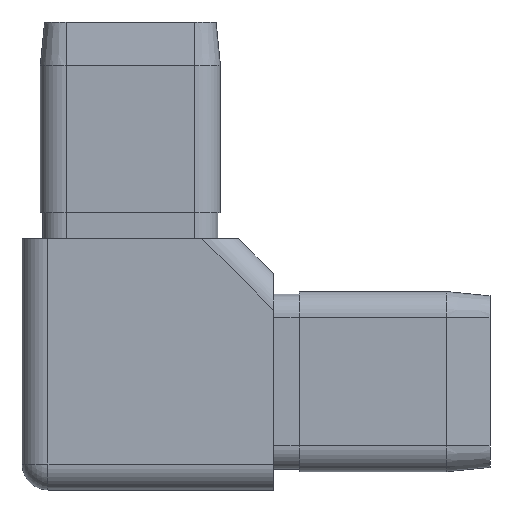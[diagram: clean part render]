
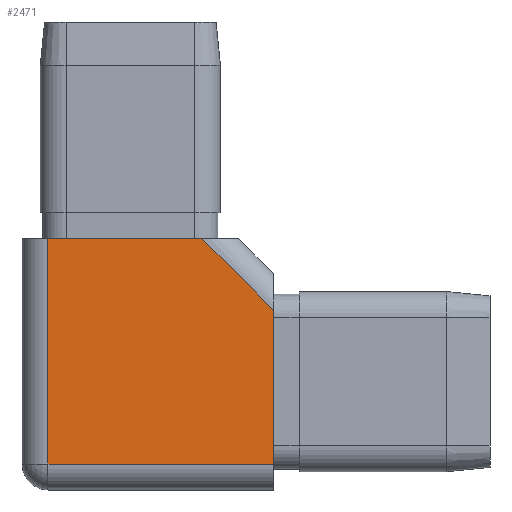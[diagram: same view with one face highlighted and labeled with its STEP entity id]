
A CAD part, left-side view. The second image highlights one B-rep face of the part: STEP entity #2471.
In plain terms, the highlighted planar face has unit normal (-1, 0, 0).
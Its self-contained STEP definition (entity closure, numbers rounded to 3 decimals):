
#80 = LINE ( 'NONE', #12142, #2599 ) ;
#163 = VECTOR ( 'NONE', #12200, 1000. ) ;
#316 = EDGE_CURVE ( 'NONE', #15981, #3305, #80, .T. ) ;
#581 = EDGE_LOOP ( 'NONE', ( #3311, #16349, #14948, #11149, #11453 ) ) ;
#869 = LINE ( 'NONE', #10395, #4883 ) ;
#975 = DIRECTION ( 'NONE',  ( 0., 1., 0. ) ) ;
#1909 = FACE_OUTER_BOUND ( 'NONE', #581, .T. ) ;
#1987 = DIRECTION ( 'NONE',  ( 0., 0.707, 0.707 ) ) ;
#2471 = ADVANCED_FACE ( 'NONE', ( #1909 ), #14696, .F. ) ;
#2599 = VECTOR ( 'NONE', #6762, 1000. ) ;
#2681 = CARTESIAN_POINT ( 'NONE',  ( -14.5, 14.5, 14.5 ) ) ;
#3305 = VERTEX_POINT ( 'NONE', #15923 ) ;
#3311 = ORIENTED_EDGE ( 'NONE', *, *, #17052, .F. ) ;
#3382 = DIRECTION ( 'NONE',  ( 0., -1., 0. ) ) ;
#3524 = LINE ( 'NONE', #2681, #163 ) ;
#4282 = AXIS2_PLACEMENT_3D ( 'NONE', #5124, #13491, #975 ) ;
#4883 = VECTOR ( 'NONE', #15978, 1000. ) ;
#5124 = CARTESIAN_POINT ( 'NONE',  ( -14.5, 14.5, 14.5 ) ) ;
#6566 = LINE ( 'NONE', #10117, #12353 ) ;
#6762 = DIRECTION ( 'NONE',  ( 0., 0., -1. ) ) ;
#7485 = CARTESIAN_POINT ( 'NONE',  ( -14.5, 11.5, 14.5 ) ) ;
#8030 = VERTEX_POINT ( 'NONE', #16820 ) ;
#8842 = VECTOR ( 'NONE', #3382, 1000. ) ;
#8885 = CARTESIAN_POINT ( 'NONE',  ( -14.5, 14.5, -11.5 ) ) ;
#10117 = CARTESIAN_POINT ( 'NONE',  ( -14.5, -8.379, 12.379 ) ) ;
#10395 = CARTESIAN_POINT ( 'NONE',  ( -14.5, -14.5, 14.5 ) ) ;
#10890 = CARTESIAN_POINT ( 'NONE',  ( -14.5, -6.257, 14.5 ) ) ;
#11149 = ORIENTED_EDGE ( 'NONE', *, *, #316, .T. ) ;
#11453 = ORIENTED_EDGE ( 'NONE', *, *, #15594, .T. ) ;
#12142 = CARTESIAN_POINT ( 'NONE',  ( -14.5, 11.5, 14.5 ) ) ;
#12180 = VERTEX_POINT ( 'NONE', #14179 ) ;
#12200 = DIRECTION ( 'NONE',  ( 0., -1., 0. ) ) ;
#12353 = VECTOR ( 'NONE', #1987, 1000. ) ;
#13231 = EDGE_CURVE ( 'NONE', #8030, #14857, #6566, .T. ) ;
#13491 = DIRECTION ( 'NONE',  ( 1., 0., 0. ) ) ;
#14078 = EDGE_CURVE ( 'NONE', #15981, #14857, #3524, .T. ) ;
#14179 = CARTESIAN_POINT ( 'NONE',  ( -14.5, -14.5, -11.5 ) ) ;
#14696 = PLANE ( 'NONE',  #4282 ) ;
#14857 = VERTEX_POINT ( 'NONE', #10890 ) ;
#14948 = ORIENTED_EDGE ( 'NONE', *, *, #14078, .F. ) ;
#15277 = LINE ( 'NONE', #8885, #8842 ) ;
#15594 = EDGE_CURVE ( 'NONE', #3305, #12180, #15277, .T. ) ;
#15923 = CARTESIAN_POINT ( 'NONE',  ( -14.5, 11.5, -11.5 ) ) ;
#15978 = DIRECTION ( 'NONE',  ( 0., 0., -1. ) ) ;
#15981 = VERTEX_POINT ( 'NONE', #7485 ) ;
#16349 = ORIENTED_EDGE ( 'NONE', *, *, #13231, .T. ) ;
#16820 = CARTESIAN_POINT ( 'NONE',  ( -14.5, -14.5, 6.257 ) ) ;
#17052 = EDGE_CURVE ( 'NONE', #8030, #12180, #869, .T. ) ;
